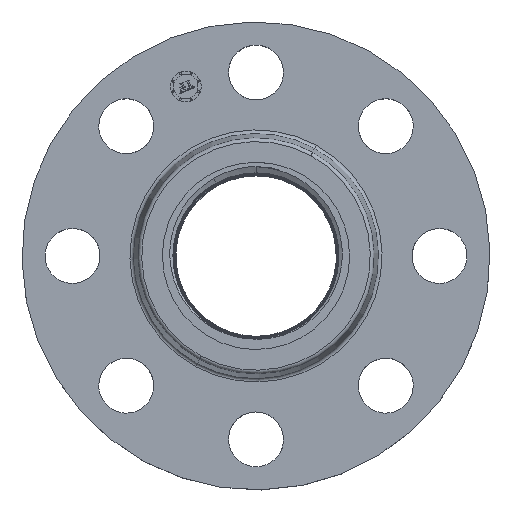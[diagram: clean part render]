
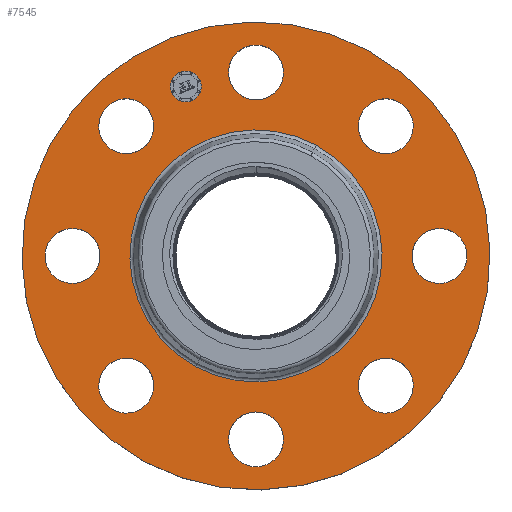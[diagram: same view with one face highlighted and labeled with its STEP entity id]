
A CAD part, top view. The second image highlights one B-rep face of the part: STEP entity #7545.
In plain terms, the highlighted planar face has unit normal (0, 0, 1).
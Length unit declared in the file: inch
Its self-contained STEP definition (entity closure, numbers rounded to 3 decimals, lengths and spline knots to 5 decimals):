
#436=AXIS2_PLACEMENT_3D('Circle Axis2P3D',#434,#435,$) ;
#454=AXIS2_PLACEMENT_3D('Circle Axis2P3D',#452,#453,$) ;
#501=AXIS2_PLACEMENT_3D('Circle Axis2P3D',#499,#500,$) ;
#519=AXIS2_PLACEMENT_3D('Circle Axis2P3D',#517,#518,$) ;
#566=AXIS2_PLACEMENT_3D('Circle Axis2P3D',#564,#565,$) ;
#584=AXIS2_PLACEMENT_3D('Circle Axis2P3D',#582,#583,$) ;
#631=AXIS2_PLACEMENT_3D('Circle Axis2P3D',#629,#630,$) ;
#649=AXIS2_PLACEMENT_3D('Circle Axis2P3D',#647,#648,$) ;
#696=AXIS2_PLACEMENT_3D('Circle Axis2P3D',#694,#695,$) ;
#714=AXIS2_PLACEMENT_3D('Circle Axis2P3D',#712,#713,$) ;
#761=AXIS2_PLACEMENT_3D('Circle Axis2P3D',#759,#760,$) ;
#779=AXIS2_PLACEMENT_3D('Circle Axis2P3D',#777,#778,$) ;
#826=AXIS2_PLACEMENT_3D('Circle Axis2P3D',#824,#825,$) ;
#844=AXIS2_PLACEMENT_3D('Circle Axis2P3D',#842,#843,$) ;
#1133=AXIS2_PLACEMENT_3D('Circle Axis2P3D',#1131,#1132,$) ;
#1159=AXIS2_PLACEMENT_3D('Circle Axis2P3D',#1157,#1158,$) ;
#1183=AXIS2_PLACEMENT_3D('Circle Axis2P3D',#1181,#1182,$) ;
#1202=AXIS2_PLACEMENT_3D('Circle Axis2P3D',#1200,#1201,$) ;
#1233=AXIS2_PLACEMENT_3D('Circle Axis2P3D',#1231,#1232,$) ;
#1246=AXIS2_PLACEMENT_3D('Circle Axis2P3D',#1244,#1245,$) ;
#7485=AXIS2_PLACEMENT_3D('Plane Axis2P3D',#7482,#7483,#7484) ;
#7529=AXIS2_PLACEMENT_3D('Circle Axis2P3D',#7527,#7528,$) ;
#7538=AXIS2_PLACEMENT_3D('Circle Axis2P3D',#7536,#7537,$) ;
#410=CARTESIAN_POINT('Vertex',(2.72905,-0.38614,0.94)) ;
#431=CARTESIAN_POINT('Vertex',(3.15095,0.38614,0.94)) ;
#434=CARTESIAN_POINT('Axis2P3D Location',(2.94,0.,0.94)) ;
#452=CARTESIAN_POINT('Axis2P3D Location',(2.94,0.,0.94)) ;
#475=CARTESIAN_POINT('Vertex',(-2.20277,-1.65669,0.94)) ;
#496=CARTESIAN_POINT('Vertex',(-1.95502,-2.5011,0.94)) ;
#499=CARTESIAN_POINT('Axis2P3D Location',(-2.07889,-2.07889,0.94)) ;
#517=CARTESIAN_POINT('Axis2P3D Location',(-2.07889,-2.07889,0.94)) ;
#540=CARTESIAN_POINT('Vertex',(-2.72905,0.38614,0.94)) ;
#561=CARTESIAN_POINT('Vertex',(-3.15095,-0.38614,0.94)) ;
#564=CARTESIAN_POINT('Axis2P3D Location',(-2.94,0.,0.94)) ;
#582=CARTESIAN_POINT('Axis2P3D Location',(-2.94,0.,0.94)) ;
#605=CARTESIAN_POINT('Vertex',(2.20277,1.65669,0.94)) ;
#626=CARTESIAN_POINT('Vertex',(1.95502,2.5011,0.94)) ;
#629=CARTESIAN_POINT('Axis2P3D Location',(2.07889,2.07889,0.94)) ;
#647=CARTESIAN_POINT('Axis2P3D Location',(2.07889,2.07889,0.94)) ;
#670=CARTESIAN_POINT('Vertex',(1.65669,-2.20277,0.94)) ;
#691=CARTESIAN_POINT('Vertex',(2.5011,-1.95502,0.94)) ;
#694=CARTESIAN_POINT('Axis2P3D Location',(2.07889,-2.07889,0.94)) ;
#712=CARTESIAN_POINT('Axis2P3D Location',(2.07889,-2.07889,0.94)) ;
#735=CARTESIAN_POINT('Vertex',(-1.65669,2.20277,0.94)) ;
#756=CARTESIAN_POINT('Vertex',(-2.5011,1.95502,0.94)) ;
#759=CARTESIAN_POINT('Axis2P3D Location',(-2.07889,2.07889,0.94)) ;
#777=CARTESIAN_POINT('Axis2P3D Location',(-2.07889,2.07889,0.94)) ;
#800=CARTESIAN_POINT('Vertex',(-0.38614,-2.72905,0.94)) ;
#821=CARTESIAN_POINT('Vertex',(0.38614,-3.15095,0.94)) ;
#824=CARTESIAN_POINT('Axis2P3D Location',(0.,-2.94,0.94)) ;
#842=CARTESIAN_POINT('Axis2P3D Location',(0.,-2.94,0.94)) ;
#1131=CARTESIAN_POINT('Axis2P3D Location',(0.,0.,0.94)) ;
#1135=CARTESIAN_POINT('Vertex',(-0.96861,-1.77302,0.94)) ;
#1137=CARTESIAN_POINT('Vertex',(0.96861,1.77302,0.94)) ;
#1157=CARTESIAN_POINT('Axis2P3D Location',(0.,0.,0.94)) ;
#1178=CARTESIAN_POINT('Vertex',(1.79785,3.29093,0.94)) ;
#1181=CARTESIAN_POINT('Axis2P3D Location',(0.,0.,0.94)) ;
#1185=CARTESIAN_POINT('Vertex',(-1.79785,-3.29093,0.94)) ;
#1200=CARTESIAN_POINT('Axis2P3D Location',(0.,0.,0.94)) ;
#1221=CARTESIAN_POINT('Vertex',(0.38614,2.72905,0.94)) ;
#1228=CARTESIAN_POINT('Vertex',(-0.38614,3.15095,0.94)) ;
#1231=CARTESIAN_POINT('Axis2P3D Location',(0.,2.94,0.94)) ;
#1244=CARTESIAN_POINT('Axis2P3D Location',(0.,2.94,0.94)) ;
#7482=CARTESIAN_POINT('Axis2P3D Location',(0.,3.75,0.94)) ;
#7527=CARTESIAN_POINT('Axis2P3D Location',(-1.12509,2.71621,0.94)) ;
#7531=CARTESIAN_POINT('Vertex',(-1.35375,2.62149,0.94)) ;
#7533=CARTESIAN_POINT('Vertex',(-0.89643,2.81092,0.94)) ;
#7536=CARTESIAN_POINT('Axis2P3D Location',(-1.12509,2.71621,0.94)) ;
#435=DIRECTION('Axis2P3D Direction',(0.,-0.,-0.039)) ;
#453=DIRECTION('Axis2P3D Direction',(0.,-0.,-0.039)) ;
#500=DIRECTION('Axis2P3D Direction',(0.,0.,-0.039)) ;
#518=DIRECTION('Axis2P3D Direction',(0.,0.,-0.039)) ;
#565=DIRECTION('Axis2P3D Direction',(0.,0.,-0.039)) ;
#583=DIRECTION('Axis2P3D Direction',(0.,0.,-0.039)) ;
#630=DIRECTION('Axis2P3D Direction',(0.,-0.,-0.039)) ;
#648=DIRECTION('Axis2P3D Direction',(0.,-0.,-0.039)) ;
#695=DIRECTION('Axis2P3D Direction',(-0.,0.,-0.039)) ;
#713=DIRECTION('Axis2P3D Direction',(-0.,0.,-0.039)) ;
#760=DIRECTION('Axis2P3D Direction',(0.,0.,-0.039)) ;
#778=DIRECTION('Axis2P3D Direction',(0.,0.,-0.039)) ;
#825=DIRECTION('Axis2P3D Direction',(-0.,0.,-0.039)) ;
#843=DIRECTION('Axis2P3D Direction',(-0.,0.,-0.039)) ;
#1132=DIRECTION('Axis2P3D Direction',(0.,0.,-0.039)) ;
#1158=DIRECTION('Axis2P3D Direction',(0.,0.,-0.039)) ;
#1182=DIRECTION('Axis2P3D Direction',(0.,0.,-0.039)) ;
#1201=DIRECTION('Axis2P3D Direction',(0.,0.,-0.039)) ;
#1232=DIRECTION('Axis2P3D Direction',(0.,-0.,-0.039)) ;
#1245=DIRECTION('Axis2P3D Direction',(0.,-0.,-0.039)) ;
#7483=DIRECTION('Axis2P3D Direction',(0.,0.,-0.039)) ;
#7484=DIRECTION('Axis2P3D XDirection',(0.039,0.,0.)) ;
#7528=DIRECTION('Axis2P3D Direction',(0.,0.,-0.039)) ;
#7537=DIRECTION('Axis2P3D Direction',(0.,0.,-0.039)) ;
#7488=ORIENTED_EDGE('',*,*,#1187,.F.) ;
#7489=ORIENTED_EDGE('',*,*,#1204,.F.) ;
#7492=ORIENTED_EDGE('',*,*,#1248,.T.) ;
#7493=ORIENTED_EDGE('',*,*,#1235,.T.) ;
#7496=ORIENTED_EDGE('',*,*,#1139,.T.) ;
#7497=ORIENTED_EDGE('',*,*,#1161,.T.) ;
#7500=ORIENTED_EDGE('',*,*,#633,.T.) ;
#7501=ORIENTED_EDGE('',*,*,#651,.T.) ;
#7504=ORIENTED_EDGE('',*,*,#438,.T.) ;
#7505=ORIENTED_EDGE('',*,*,#456,.T.) ;
#7508=ORIENTED_EDGE('',*,*,#698,.T.) ;
#7509=ORIENTED_EDGE('',*,*,#716,.T.) ;
#7512=ORIENTED_EDGE('',*,*,#828,.T.) ;
#7513=ORIENTED_EDGE('',*,*,#846,.T.) ;
#7516=ORIENTED_EDGE('',*,*,#503,.T.) ;
#7517=ORIENTED_EDGE('',*,*,#521,.T.) ;
#7520=ORIENTED_EDGE('',*,*,#568,.T.) ;
#7521=ORIENTED_EDGE('',*,*,#586,.T.) ;
#7524=ORIENTED_EDGE('',*,*,#763,.T.) ;
#7525=ORIENTED_EDGE('',*,*,#781,.T.) ;
#7542=ORIENTED_EDGE('',*,*,#7535,.T.) ;
#7543=ORIENTED_EDGE('',*,*,#7540,.T.) ;
#7494=FACE_BOUND('',#7491,.T.) ;
#7498=FACE_BOUND('',#7495,.T.) ;
#7502=FACE_BOUND('',#7499,.T.) ;
#7506=FACE_BOUND('',#7503,.T.) ;
#7510=FACE_BOUND('',#7507,.T.) ;
#7514=FACE_BOUND('',#7511,.T.) ;
#7518=FACE_BOUND('',#7515,.T.) ;
#7522=FACE_BOUND('',#7519,.T.) ;
#7526=FACE_BOUND('',#7523,.T.) ;
#7544=FACE_BOUND('',#7541,.T.) ;
#7545=ADVANCED_FACE('PartBody',(#7490,#7494,#7498,#7502,#7506,#7510,#7514,#7518,#7522,#7526,#7544),#7486,.F.) ;
#437=CIRCLE('generated circle',#436,0.44) ;
#455=CIRCLE('generated circle',#454,0.44) ;
#502=CIRCLE('generated circle',#501,0.44) ;
#520=CIRCLE('generated circle',#519,0.44) ;
#567=CIRCLE('generated circle',#566,0.44) ;
#585=CIRCLE('generated circle',#584,0.44) ;
#632=CIRCLE('generated circle',#631,0.44) ;
#650=CIRCLE('generated circle',#649,0.44) ;
#697=CIRCLE('generated circle',#696,0.44) ;
#715=CIRCLE('generated circle',#714,0.44) ;
#762=CIRCLE('generated circle',#761,0.44) ;
#780=CIRCLE('generated circle',#779,0.44) ;
#827=CIRCLE('generated circle',#826,0.44) ;
#845=CIRCLE('generated circle',#844,0.44) ;
#1134=CIRCLE('generated circle',#1133,2.02035) ;
#1160=CIRCLE('generated circle',#1159,2.02035) ;
#1184=CIRCLE('generated circle',#1183,3.75) ;
#1203=CIRCLE('generated circle',#1202,3.75) ;
#1234=CIRCLE('generated circle',#1233,0.44) ;
#1247=CIRCLE('generated circle',#1246,0.44) ;
#7530=CIRCLE('generated circle',#7529,0.2475) ;
#7539=CIRCLE('generated circle',#7538,0.2475) ;
#438=EDGE_CURVE('',#411,#432,#437,.T.) ;
#456=EDGE_CURVE('',#432,#411,#455,.T.) ;
#503=EDGE_CURVE('',#476,#497,#502,.T.) ;
#521=EDGE_CURVE('',#497,#476,#520,.T.) ;
#568=EDGE_CURVE('',#541,#562,#567,.T.) ;
#586=EDGE_CURVE('',#562,#541,#585,.T.) ;
#633=EDGE_CURVE('',#606,#627,#632,.T.) ;
#651=EDGE_CURVE('',#627,#606,#650,.T.) ;
#698=EDGE_CURVE('',#671,#692,#697,.T.) ;
#716=EDGE_CURVE('',#692,#671,#715,.T.) ;
#763=EDGE_CURVE('',#736,#757,#762,.T.) ;
#781=EDGE_CURVE('',#757,#736,#780,.T.) ;
#828=EDGE_CURVE('',#801,#822,#827,.T.) ;
#846=EDGE_CURVE('',#822,#801,#845,.T.) ;
#1139=EDGE_CURVE('',#1136,#1138,#1134,.T.) ;
#1161=EDGE_CURVE('',#1138,#1136,#1160,.T.) ;
#1187=EDGE_CURVE('',#1179,#1186,#1184,.T.) ;
#1204=EDGE_CURVE('',#1186,#1179,#1203,.T.) ;
#1235=EDGE_CURVE('',#1222,#1229,#1234,.T.) ;
#1248=EDGE_CURVE('',#1229,#1222,#1247,.T.) ;
#7535=EDGE_CURVE('',#7532,#7534,#7530,.T.) ;
#7540=EDGE_CURVE('',#7534,#7532,#7539,.T.) ;
#7487=EDGE_LOOP('',(#7488,#7489)) ;
#7491=EDGE_LOOP('',(#7492,#7493)) ;
#7495=EDGE_LOOP('',(#7496,#7497)) ;
#7499=EDGE_LOOP('',(#7500,#7501)) ;
#7503=EDGE_LOOP('',(#7504,#7505)) ;
#7507=EDGE_LOOP('',(#7508,#7509)) ;
#7511=EDGE_LOOP('',(#7512,#7513)) ;
#7515=EDGE_LOOP('',(#7516,#7517)) ;
#7519=EDGE_LOOP('',(#7520,#7521)) ;
#7523=EDGE_LOOP('',(#7524,#7525)) ;
#7541=EDGE_LOOP('',(#7542,#7543)) ;
#7490=FACE_OUTER_BOUND('',#7487,.T.) ;
#7486=PLANE('',#7485) ;
#411=VERTEX_POINT('',#410) ;
#432=VERTEX_POINT('',#431) ;
#476=VERTEX_POINT('',#475) ;
#497=VERTEX_POINT('',#496) ;
#541=VERTEX_POINT('',#540) ;
#562=VERTEX_POINT('',#561) ;
#606=VERTEX_POINT('',#605) ;
#627=VERTEX_POINT('',#626) ;
#671=VERTEX_POINT('',#670) ;
#692=VERTEX_POINT('',#691) ;
#736=VERTEX_POINT('',#735) ;
#757=VERTEX_POINT('',#756) ;
#801=VERTEX_POINT('',#800) ;
#822=VERTEX_POINT('',#821) ;
#1136=VERTEX_POINT('',#1135) ;
#1138=VERTEX_POINT('',#1137) ;
#1179=VERTEX_POINT('',#1178) ;
#1186=VERTEX_POINT('',#1185) ;
#1222=VERTEX_POINT('',#1221) ;
#1229=VERTEX_POINT('',#1228) ;
#7532=VERTEX_POINT('',#7531) ;
#7534=VERTEX_POINT('',#7533) ;
